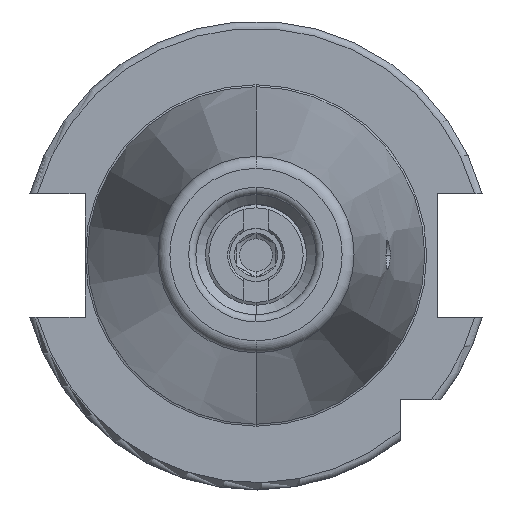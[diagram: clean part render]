
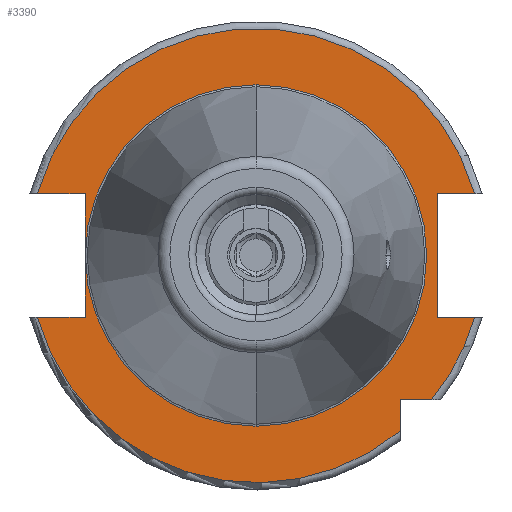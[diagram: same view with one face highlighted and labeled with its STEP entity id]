
A CAD part, top view. The second image highlights one B-rep face of the part: STEP entity #3390.
In plain terms, the highlighted planar face has unit normal (0, 0, 1).
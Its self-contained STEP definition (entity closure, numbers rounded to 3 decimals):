
#644=CARTESIAN_POINT('',(0,0,15.9));
#645=DIRECTION('',(0,0,1));
#646=DIRECTION('',(0.962,0.272,0));
#647=AXIS2_PLACEMENT_3D('',#644,#645,#646);
#695=CARTESIAN_POINT('',(0,0,15.9));
#696=DIRECTION('',(0,0,1));
#697=DIRECTION('',(-0.962,-0.272,0));
#698=AXIS2_PLACEMENT_3D('',#695,#696,#697);
#714=DIRECTION('',(1,0,0));
#715=VECTOR('',#714,9.969);
#716=CARTESIAN_POINT('',(-45.469,-12.85,15.9));
#717=LINE('',#716,#715);
#718=DIRECTION('',(0.,1,0));
#719=VECTOR('',#718,12.85);
#720=CARTESIAN_POINT('',(-35.5,-12.85,15.9));
#721=LINE('',#720,#719);
#722=DIRECTION('',(0.,1,0));
#723=VECTOR('',#722,12.85);
#724=CARTESIAN_POINT('',(-35.5,0,15.9));
#725=LINE('',#724,#723);
#726=DIRECTION('',(1,0,0));
#727=VECTOR('',#726,9.969);
#728=CARTESIAN_POINT('',(-45.469,12.85,15.9));
#729=LINE('',#728,#727);
#730=DIRECTION('',(-1,0,0));
#731=VECTOR('',#730,7.769);
#732=CARTESIAN_POINT('',(45.469,12.85,15.9));
#733=LINE('',#732,#731);
#734=DIRECTION('',(0,-1,0));
#735=VECTOR('',#734,25.7);
#736=CARTESIAN_POINT('',(37.7,12.85,15.9));
#737=LINE('',#736,#735);
#738=DIRECTION('',(-1,0,0));
#739=VECTOR('',#738,7.769);
#740=CARTESIAN_POINT('',(45.469,-12.85,15.9));
#741=LINE('',#740,#739);
#742=CARTESIAN_POINT('',(0,0,15.9));
#743=DIRECTION('',(0,0,1));
#744=DIRECTION('',(0.773,-0.635,0));
#745=AXIS2_PLACEMENT_3D('',#742,#743,#744);
#747=DIRECTION('',(-1,0,0));
#748=VECTOR('',#747,6.504);
#749=CARTESIAN_POINT('',(36.504,-30,15.9));
#750=LINE('',#749,#748);
#751=DIRECTION('',(0,1,0));
#752=VECTOR('',#751,6.504);
#753=CARTESIAN_POINT('',(30,-36.504,15.9));
#754=LINE('',#753,#752);
#755=CARTESIAN_POINT('',(0,0,15.9));
#756=DIRECTION('',(0,0,1));
#757=DIRECTION('',(0,1,0));
#758=AXIS2_PLACEMENT_3D('',#755,#756,#757);
#770=CARTESIAN_POINT('',(0,0,15.9));
#771=DIRECTION('',(0,0,1));
#772=DIRECTION('',(-1,0,0));
#773=AXIS2_PLACEMENT_3D('',#770,#771,#772);
#775=CARTESIAN_POINT('',(0,0,15.9));
#776=DIRECTION('',(0,0,-1));
#777=DIRECTION('',(0,1,0));
#778=AXIS2_PLACEMENT_3D('',#775,#776,#777);
#2227=CARTESIAN_POINT('',(0,35.5,15.9));
#2229=VERTEX_POINT('',#2227);
#2249=CARTESIAN_POINT('',(0,-35.5,15.9));
#2251=VERTEX_POINT('',#2249);
#2397=CARTESIAN_POINT('',(-45.469,-12.85,15.9));
#2398=CARTESIAN_POINT('',(-35.5,-12.85,15.9));
#2399=VERTEX_POINT('',#2397);
#2400=VERTEX_POINT('',#2398);
#2401=CARTESIAN_POINT('',(-35.5,0,15.9));
#2402=VERTEX_POINT('',#2401);
#2403=CARTESIAN_POINT('',(-35.5,12.85,15.9));
#2404=VERTEX_POINT('',#2403);
#2405=CARTESIAN_POINT('',(-45.469,12.85,15.9));
#2406=VERTEX_POINT('',#2405);
#2407=CARTESIAN_POINT('',(37.7,12.85,15.9));
#2408=CARTESIAN_POINT('',(37.7,-12.85,15.9));
#2409=VERTEX_POINT('',#2407);
#2410=VERTEX_POINT('',#2408);
#2411=CARTESIAN_POINT('',(45.469,-12.85,15.9));
#2412=VERTEX_POINT('',#2411);
#2413=CARTESIAN_POINT('',(45.469,12.85,15.9));
#2414=VERTEX_POINT('',#2413);
#2415=CARTESIAN_POINT('',(30,-36.504,15.9));
#2416=CARTESIAN_POINT('',(30,-30,15.9));
#2417=VERTEX_POINT('',#2415);
#2418=VERTEX_POINT('',#2416);
#2419=CARTESIAN_POINT('',(36.504,-30,15.9));
#2420=VERTEX_POINT('',#2419);
#3363=CARTESIAN_POINT('',(0,0,15.9));
#3364=DIRECTION('',(0,0,-1));
#3365=DIRECTION('',(0,-1,0));
#3366=AXIS2_PLACEMENT_3D('',#3363,#3364,#3365);
#3367=PLANE('',#3366);
#3368=ORIENTED_EDGE('',*,*,#2742,.T.);
#3369=ORIENTED_EDGE('',*,*,#2779,.T.);
#3371=ORIENTED_EDGE('',*,*,#3370,.T.);
#3373=ORIENTED_EDGE('',*,*,#3372,.F.);
#3375=ORIENTED_EDGE('',*,*,#3374,.T.);
#3376=ORIENTED_EDGE('',*,*,#2777,.T.);
#3377=ORIENTED_EDGE('',*,*,#2813,.F.);
#3378=ORIENTED_EDGE('',*,*,#3341,.F.);
#3380=ORIENTED_EDGE('',*,*,#3379,.T.);
#3382=ORIENTED_EDGE('',*,*,#3381,.T.);
#3383=ORIENTED_EDGE('',*,*,#2889,.F.);
#3384=ORIENTED_EDGE('',*,*,#3331,.F.);
#3385=ORIENTED_EDGE('',*,*,#2946,.T.);
#3386=ORIENTED_EDGE('',*,*,#2997,.F.);
#3387=ORIENTED_EDGE('',*,*,#3357,.F.);
#3388=EDGE_LOOP('',(#3368,#3369,#3371,#3373,#3375,#3376,#3377,#3378,#3380,#3382,
#3383,#3384,#3385,#3386,#3387));
#3389=FACE_OUTER_BOUND('',#3388,.F.);
#3390=ADVANCED_FACE('',(#3389),#3367,.F.);
#648=CIRCLE('',#647,47.25);
#699=CIRCLE('',#698,47.25);
#746=CIRCLE('',#745,47.25);
#759=CIRCLE('',#758,35.5);
#774=CIRCLE('',#773,35.5);
#779=CIRCLE('',#778,35.5);
#2742=EDGE_CURVE('',#2399,#2400,#717,.T.);
#2777=EDGE_CURVE('',#2402,#2404,#725,.T.);
#2779=EDGE_CURVE('',#2400,#2402,#721,.T.);
#2813=EDGE_CURVE('',#2406,#2404,#729,.T.);
#2889=EDGE_CURVE('',#2412,#2410,#741,.T.);
#2946=EDGE_CURVE('',#2420,#2418,#750,.T.);
#2997=EDGE_CURVE('',#2417,#2418,#754,.T.);
#3331=EDGE_CURVE('',#2420,#2412,#746,.T.);
#3341=EDGE_CURVE('',#2414,#2406,#648,.T.);
#3357=EDGE_CURVE('',#2399,#2417,#699,.T.);
#3370=EDGE_CURVE('',#2402,#2251,#774,.T.);
#3372=EDGE_CURVE('',#2229,#2251,#779,.T.);
#3374=EDGE_CURVE('',#2229,#2402,#759,.T.);
#3379=EDGE_CURVE('',#2414,#2409,#733,.T.);
#3381=EDGE_CURVE('',#2409,#2410,#737,.T.);
